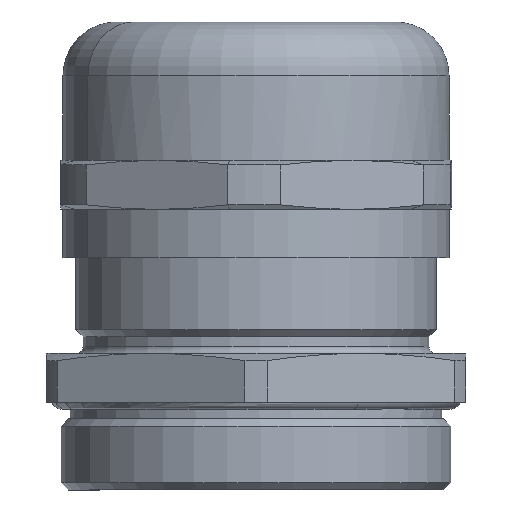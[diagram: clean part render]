
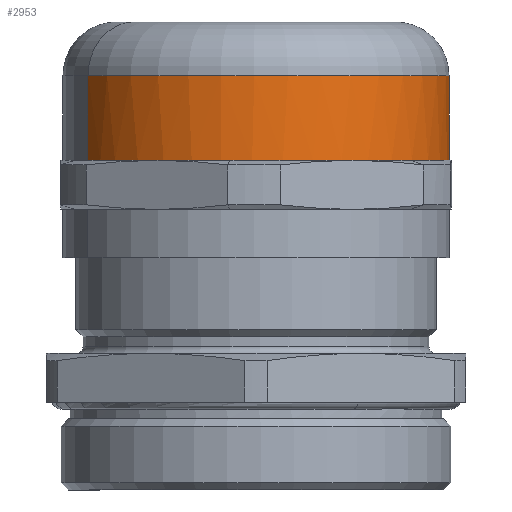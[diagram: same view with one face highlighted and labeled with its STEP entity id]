
A CAD part, front view. The second image highlights one B-rep face of the part: STEP entity #2953.
In plain terms, the highlighted cylindrical face has radius 19.8 mm (diameter 39.6 mm), a partial arc.
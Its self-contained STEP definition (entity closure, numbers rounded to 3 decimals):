
#2922=AXIS2_PLACEMENT_3D('Circle Axis2P3D',#2920,#2921,$) ;
#2935=AXIS2_PLACEMENT_3D('Cylinder Axis2P3D',#2932,#2933,#2934) ;
#2587=CARTESIAN_POINT('Control Point',(38.735,33.946,33.8)) ;
#2588=CARTESIAN_POINT('Control Point',(39.701,32.239,33.8)) ;
#2589=CARTESIAN_POINT('Control Point',(40.455,30.411,33.8)) ;
#2590=CARTESIAN_POINT('Control Point',(40.978,28.499,33.8)) ;
#2591=CARTESIAN_POINT('Control Point',(41.539,24.585,33.8)) ;
#2592=CARTESIAN_POINT('Control Point',(41.129,20.653,33.8)) ;
#2593=CARTESIAN_POINT('Control Point',(40.68,18.722,33.8)) ;
#2594=CARTESIAN_POINT('Control Point',(39.313,15.012,33.8)) ;
#2595=CARTESIAN_POINT('Control Point',(37.082,11.748,33.8)) ;
#2596=CARTESIAN_POINT('Control Point',(35.769,10.262,33.8)) ;
#2597=CARTESIAN_POINT('Control Point',(32.803,7.648,33.8)) ;
#2598=CARTESIAN_POINT('Control Point',(29.289,5.837,33.8)) ;
#2599=CARTESIAN_POINT('Control Point',(27.428,5.154,33.8)) ;
#2600=CARTESIAN_POINT('Control Point',(23.575,4.265,33.8)) ;
#2601=CARTESIAN_POINT('Control Point',(19.622,4.342,33.8)) ;
#2602=CARTESIAN_POINT('Control Point',(17.66,4.626,33.8)) ;
#2603=CARTESIAN_POINT('Control Point',(13.848,5.675,33.8)) ;
#2604=CARTESIAN_POINT('Control Point',(10.407,7.622,33.8)) ;
#2605=CARTESIAN_POINT('Control Point',(8.816,8.805,33.8)) ;
#2606=CARTESIAN_POINT('Control Point',(6.902,10.639,33.8)) ;
#2607=CARTESIAN_POINT('Control Point',(5.327,12.749,33.8)) ;
#2608=CARTESIAN_POINT('Control Point',(4.948,13.303,33.8)) ;
#2609=CARTESIAN_POINT('Control Point',(4.594,13.871,33.8)) ;
#2610=CARTESIAN_POINT('Control Point',(4.265,14.454,33.8)) ;
#2611=CARTESIAN_POINT('Vertex',(38.735,33.946,33.8)) ;
#2613=CARTESIAN_POINT('Vertex',(4.265,14.454,33.8)) ;
#2893=CARTESIAN_POINT('Vertex',(38.735,33.946,42.5)) ;
#2900=CARTESIAN_POINT('Vertex',(4.265,14.454,42.5)) ;
#2920=CARTESIAN_POINT('Axis2P3D Location',(21.5,24.2,42.5)) ;
#2932=CARTESIAN_POINT('Axis2P3D Location',(21.5,24.2,33.8)) ;
#2937=CARTESIAN_POINT('Line Origine',(38.735,33.946,33.8)) ;
#2942=CARTESIAN_POINT('Line Origine',(4.265,14.454,33.8)) ;
#2921=DIRECTION('Axis2P3D Direction',(0.,0.,-1.)) ;
#2933=DIRECTION('Axis2P3D Direction',(0.,0.,1.)) ;
#2934=DIRECTION('Axis2P3D XDirection',(-0.87,-0.492,0.)) ;
#2938=DIRECTION('Vector Direction',(0.,0.,1.)) ;
#2943=DIRECTION('Vector Direction',(0.,0.,1.)) ;
#2939=VECTOR('Line Direction',#2938,1.) ;
#2944=VECTOR('Line Direction',#2943,1.) ;
#2948=ORIENTED_EDGE('',*,*,#2941,.T.) ;
#2949=ORIENTED_EDGE('',*,*,#2924,.F.) ;
#2950=ORIENTED_EDGE('',*,*,#2946,.T.) ;
#2951=ORIENTED_EDGE('',*,*,#2615,.F.) ;
#2953=ADVANCED_FACE('PG 29 KAPAK_1\\MANIFOLD_SOLID_BREP #16691',(#2952),#2936,.T.) ;
#2586=B_SPLINE_CURVE_WITH_KNOTS('',5,(#2587,#2588,#2589,#2590,#2591,#2592,#2593,#2594,#2595,#2596,#2597,#2598,#2599,#2600,#2601,#2602,#2603,#2604,#2605,#2606,#2607,#2608,#2609,#2610),.UNSPECIFIED.,.F.,.U.,(6,3,3,3,3,3,3,6),(0.,13.873,27.745,41.618,55.491,69.363,83.236,87.965),.UNSPECIFIED.) ;
#2923=CIRCLE('generated circle',#2922,19.8) ;
#2936=CYLINDRICAL_SURFACE('generated cylinder',#2935,19.8) ;
#2615=EDGE_CURVE('',#2612,#2614,#2586,.T.) ;
#2924=EDGE_CURVE('',#2901,#2894,#2923,.F.) ;
#2941=EDGE_CURVE('',#2612,#2894,#2940,.T.) ;
#2946=EDGE_CURVE('',#2901,#2614,#2945,.F.) ;
#2947=EDGE_LOOP('',(#2948,#2949,#2950,#2951)) ;
#2952=FACE_OUTER_BOUND('',#2947,.T.) ;
#2940=LINE('Line',#2937,#2939) ;
#2945=LINE('Line',#2942,#2944) ;
#2612=VERTEX_POINT('',#2611) ;
#2614=VERTEX_POINT('',#2613) ;
#2894=VERTEX_POINT('',#2893) ;
#2901=VERTEX_POINT('',#2900) ;
